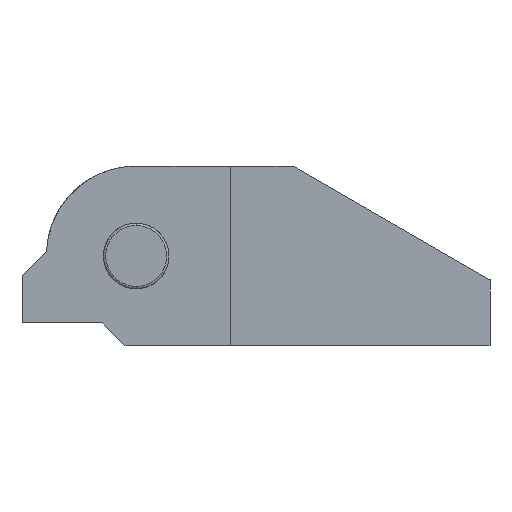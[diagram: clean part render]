
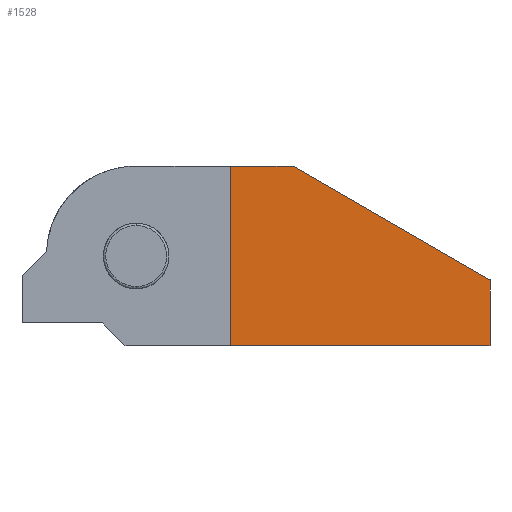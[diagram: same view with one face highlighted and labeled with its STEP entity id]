
A CAD part, left-side view. The second image highlights one B-rep face of the part: STEP entity #1528.
In plain terms, the highlighted planar face has unit normal (-1, 0, 0).
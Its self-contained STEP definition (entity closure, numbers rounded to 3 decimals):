
#264 = PLANE('',#265);
#265 = AXIS2_PLACEMENT_3D('',#266,#267,#268);
#266 = CARTESIAN_POINT('',(-4.83,-4.732,0.));
#267 = DIRECTION('',(0.,0.,-1.));
#268 = DIRECTION('',(0.,-1.,0.));
#344 = PLANE('',#345);
#345 = AXIS2_PLACEMENT_3D('',#346,#347,#348);
#346 = CARTESIAN_POINT('',(-4.83,-19.947,1.704));
#347 = DIRECTION('',(0.,-1.,
    0.));
#348 = DIRECTION('',(0.,0.,-1.));
#1415 = VERTEX_POINT('',#1416);
#1416 = CARTESIAN_POINT('',(-23.58,-19.948,5.622));
#1428 = B_SPLINE_SURFACE_WITH_KNOTS('',1,3,(
    (#1429,#1430,#1431,#1432)
    ,(#1433,#1434,#1435,#1436
    )),.UNSPECIFIED.,.F.,.F.,.F.,(2,2),(4,4),(0.,19.376),(0.,
    1.82),.PIECEWISE_BEZIER_KNOTS.);
#1429 = CARTESIAN_POINT('',(-23.58,-3.168,15.31));
#1430 = CARTESIAN_POINT('',(-22.357,-3.168,15.31));
#1431 = CARTESIAN_POINT('',(-21.133,-3.168,15.31));
#1432 = CARTESIAN_POINT('',(-19.91,-3.168,15.31));
#1433 = CARTESIAN_POINT('',(-23.58,-19.948,5.622));
#1434 = CARTESIAN_POINT('',(-22.357,-19.947,
    5.622));
#1435 = CARTESIAN_POINT('',(-21.133,-19.947,
    5.622));
#1436 = CARTESIAN_POINT('',(-19.91,-19.947,5.622));
#1443 = EDGE_CURVE('',#1444,#1415,#1446,.T.);
#1444 = VERTEX_POINT('',#1445);
#1445 = CARTESIAN_POINT('',(-23.58,-19.948,0.));
#1446 = SURFACE_CURVE('',#1447,(#1450,#1456),.PCURVE_S1.);
#1447 = B_SPLINE_CURVE_WITH_KNOTS('',1,(#1448,#1449),.UNSPECIFIED.,.F.,
  .F.,(2,2),(-5.622,0.),.PIECEWISE_BEZIER_KNOTS.);
#1448 = CARTESIAN_POINT('',(-23.58,-19.948,0.));
#1449 = CARTESIAN_POINT('',(-23.58,-19.948,5.622));
#1450 = PCURVE('',#344,#1451);
#1451 = DEFINITIONAL_REPRESENTATION('',(#1452),#1455);
#1452 = B_SPLINE_CURVE_WITH_KNOTS('',1,(#1453,#1454),.UNSPECIFIED.,.F.,
  .F.,(2,2),(-5.622,0.),.PIECEWISE_BEZIER_KNOTS.);
#1453 = CARTESIAN_POINT('',(1.704,-18.75));
#1454 = CARTESIAN_POINT('',(-3.918,-18.75));
#1455 = ( GEOMETRIC_REPRESENTATION_CONTEXT(2) 
PARAMETRIC_REPRESENTATION_CONTEXT() REPRESENTATION_CONTEXT('2D SPACE',''
  ) );
#1456 = PCURVE('',#1457,#1462);
#1457 = PLANE('',#1458);
#1458 = AXIS2_PLACEMENT_3D('',#1459,#1460,#1461);
#1459 = CARTESIAN_POINT('',(-23.58,-19.948,-1.651));
#1460 = DIRECTION('',(-1.,0.,0.));
#1461 = DIRECTION('',(0.,0.,-1.));
#1462 = DEFINITIONAL_REPRESENTATION('',(#1463),#1466);
#1463 = B_SPLINE_CURVE_WITH_KNOTS('',1,(#1464,#1465),.UNSPECIFIED.,.F.,
  .F.,(2,2),(-5.622,0.),.PIECEWISE_BEZIER_KNOTS.);
#1464 = CARTESIAN_POINT('',(-1.651,0.));
#1465 = CARTESIAN_POINT('',(-7.273,0.));
#1466 = ( GEOMETRIC_REPRESENTATION_CONTEXT(2) 
PARAMETRIC_REPRESENTATION_CONTEXT() REPRESENTATION_CONTEXT('2D SPACE',''
  ) );
#1528 = ADVANCED_FACE('',(#1529),#1457,.T.);
#1529 = FACE_BOUND('',#1530,.T.);
#1530 = EDGE_LOOP('',(#1531,#1552,#1577,#1602,#1623));
#1531 = ORIENTED_EDGE('',*,*,#1532,.T.);
#1532 = EDGE_CURVE('',#1415,#1533,#1535,.T.);
#1533 = VERTEX_POINT('',#1534);
#1534 = CARTESIAN_POINT('',(-23.58,-3.168,15.31));
#1535 = SURFACE_CURVE('',#1536,(#1539,#1545),.PCURVE_S1.);
#1536 = B_SPLINE_CURVE_WITH_KNOTS('',1,(#1537,#1538),.UNSPECIFIED.,.F.,
  .F.,(2,2),(-19.376,0.),.PIECEWISE_BEZIER_KNOTS.);
#1537 = CARTESIAN_POINT('',(-23.58,-19.948,5.622));
#1538 = CARTESIAN_POINT('',(-23.58,-3.168,15.31));
#1539 = PCURVE('',#1457,#1540);
#1540 = DEFINITIONAL_REPRESENTATION('',(#1541),#1544);
#1541 = B_SPLINE_CURVE_WITH_KNOTS('',1,(#1542,#1543),.UNSPECIFIED.,.F.,
  .F.,(2,2),(-19.376,0.),.PIECEWISE_BEZIER_KNOTS.);
#1542 = CARTESIAN_POINT('',(-7.273,0.));
#1543 = CARTESIAN_POINT('',(-16.961,-16.78));
#1544 = ( GEOMETRIC_REPRESENTATION_CONTEXT(2) 
PARAMETRIC_REPRESENTATION_CONTEXT() REPRESENTATION_CONTEXT('2D SPACE',''
  ) );
#1545 = PCURVE('',#1428,#1546);
#1546 = DEFINITIONAL_REPRESENTATION('',(#1547),#1551);
#1547 = LINE('',#1548,#1549);
#1548 = CARTESIAN_POINT('',(0.,0.));
#1549 = VECTOR('',#1550,1.);
#1550 = DIRECTION('',(-1.,0.));
#1551 = ( GEOMETRIC_REPRESENTATION_CONTEXT(2) 
PARAMETRIC_REPRESENTATION_CONTEXT() REPRESENTATION_CONTEXT('2D SPACE',''
  ) );
#1552 = ORIENTED_EDGE('',*,*,#1553,.T.);
#1553 = EDGE_CURVE('',#1533,#1554,#1556,.T.);
#1554 = VERTEX_POINT('',#1555);
#1555 = CARTESIAN_POINT('',(-23.58,2.168,15.31));
#1556 = SURFACE_CURVE('',#1557,(#1560,#1566),.PCURVE_S1.);
#1557 = B_SPLINE_CURVE_WITH_KNOTS('',1,(#1558,#1559),.UNSPECIFIED.,.F.,
  .F.,(2,2),(8.163,8.697),.PIECEWISE_BEZIER_KNOTS.);
#1558 = CARTESIAN_POINT('',(-23.58,-3.168,15.31));
#1559 = CARTESIAN_POINT('',(-23.58,2.168,15.31));
#1560 = PCURVE('',#1457,#1561);
#1561 = DEFINITIONAL_REPRESENTATION('',(#1562),#1565);
#1562 = B_SPLINE_CURVE_WITH_KNOTS('',1,(#1563,#1564),.UNSPECIFIED.,.F.,
  .F.,(2,2),(8.163,8.697),.PIECEWISE_BEZIER_KNOTS.);
#1563 = CARTESIAN_POINT('',(-16.961,-16.78));
#1564 = CARTESIAN_POINT('',(-16.961,-22.115));
#1565 = ( GEOMETRIC_REPRESENTATION_CONTEXT(2) 
PARAMETRIC_REPRESENTATION_CONTEXT() REPRESENTATION_CONTEXT('2D SPACE',''
  ) );
#1566 = PCURVE('',#1567,#1572);
#1567 = PLANE('',#1568);
#1568 = AXIS2_PLACEMENT_3D('',#1569,#1570,#1571);
#1569 = CARTESIAN_POINT('',(-23.58,10.263,15.31));
#1570 = DIRECTION('',(0.,0.,1.));
#1571 = DIRECTION('',(1.,0.,0.));
#1572 = DEFINITIONAL_REPRESENTATION('',(#1573),#1576);
#1573 = B_SPLINE_CURVE_WITH_KNOTS('',1,(#1574,#1575),.UNSPECIFIED.,.F.,
  .F.,(2,2),(8.163,8.697),.PIECEWISE_BEZIER_KNOTS.);
#1574 = CARTESIAN_POINT('',(0.,-13.43));
#1575 = CARTESIAN_POINT('',(0.,-8.095));
#1576 = ( GEOMETRIC_REPRESENTATION_CONTEXT(2) 
PARAMETRIC_REPRESENTATION_CONTEXT() REPRESENTATION_CONTEXT('2D SPACE',''
  ) );
#1577 = ORIENTED_EDGE('',*,*,#1578,.T.);
#1578 = EDGE_CURVE('',#1554,#1579,#1581,.T.);
#1579 = VERTEX_POINT('',#1580);
#1580 = CARTESIAN_POINT('',(-23.58,2.168,0.));
#1581 = SURFACE_CURVE('',#1582,(#1585,#1591),.PCURVE_S1.);
#1582 = B_SPLINE_CURVE_WITH_KNOTS('',1,(#1583,#1584),.UNSPECIFIED.,.F.,
  .F.,(2,2),(8.697,10.228),.PIECEWISE_BEZIER_KNOTS.);
#1583 = CARTESIAN_POINT('',(-23.58,2.168,15.31));
#1584 = CARTESIAN_POINT('',(-23.58,2.168,0.));
#1585 = PCURVE('',#1457,#1586);
#1586 = DEFINITIONAL_REPRESENTATION('',(#1587),#1590);
#1587 = B_SPLINE_CURVE_WITH_KNOTS('',1,(#1588,#1589),.UNSPECIFIED.,.F.,
  .F.,(2,2),(8.697,10.228),.PIECEWISE_BEZIER_KNOTS.);
#1588 = CARTESIAN_POINT('',(-16.961,-22.115));
#1589 = CARTESIAN_POINT('',(-1.651,-22.115));
#1590 = ( GEOMETRIC_REPRESENTATION_CONTEXT(2) 
PARAMETRIC_REPRESENTATION_CONTEXT() REPRESENTATION_CONTEXT('2D SPACE',''
  ) );
#1591 = PCURVE('',#1592,#1597);
#1592 = PLANE('',#1593);
#1593 = AXIS2_PLACEMENT_3D('',#1594,#1595,#1596);
#1594 = CARTESIAN_POINT('',(-15.425,2.168,-1.651));
#1595 = DIRECTION('',(0.,1.,0.));
#1596 = DIRECTION('',(0.,0.,1.));
#1597 = DEFINITIONAL_REPRESENTATION('',(#1598),#1601);
#1598 = B_SPLINE_CURVE_WITH_KNOTS('',1,(#1599,#1600),.UNSPECIFIED.,.F.,
  .F.,(2,2),(8.697,10.228),.PIECEWISE_BEZIER_KNOTS.);
#1599 = CARTESIAN_POINT('',(16.961,-8.155));
#1600 = CARTESIAN_POINT('',(1.651,-8.155));
#1601 = ( GEOMETRIC_REPRESENTATION_CONTEXT(2) 
PARAMETRIC_REPRESENTATION_CONTEXT() REPRESENTATION_CONTEXT('2D SPACE',''
  ) );
#1602 = ORIENTED_EDGE('',*,*,#1603,.T.);
#1603 = EDGE_CURVE('',#1579,#1444,#1604,.T.);
#1604 = SURFACE_CURVE('',#1605,(#1609,#1616),.PCURVE_S1.);
#1605 = B_SPLINE_CURVE_WITH_KNOTS('',1,(#1606,#1607,#1608),
  .UNSPECIFIED.,.F.,.F.,(2,1,2),(3.816,5.054,
    5.212),.UNSPECIFIED.);
#1606 = CARTESIAN_POINT('',(-23.58,2.168,0.));
#1607 = CARTESIAN_POINT('',(-23.58,-10.213,0.));
#1608 = CARTESIAN_POINT('',(-23.58,-19.948,0.));
#1609 = PCURVE('',#1457,#1610);
#1610 = DEFINITIONAL_REPRESENTATION('',(#1611),#1615);
#1611 = B_SPLINE_CURVE_WITH_KNOTS('',1,(#1612,#1613,#1614),
  .UNSPECIFIED.,.F.,.F.,(2,1,2),(3.816,5.054,
    5.212),.UNSPECIFIED.);
#1612 = CARTESIAN_POINT('',(-1.651,-22.115));
#1613 = CARTESIAN_POINT('',(-1.651,-9.735));
#1614 = CARTESIAN_POINT('',(-1.651,0.));
#1615 = ( GEOMETRIC_REPRESENTATION_CONTEXT(2) 
PARAMETRIC_REPRESENTATION_CONTEXT() REPRESENTATION_CONTEXT('2D SPACE',''
  ) );
#1616 = PCURVE('',#264,#1617);
#1617 = DEFINITIONAL_REPRESENTATION('',(#1618),#1622);
#1618 = B_SPLINE_CURVE_WITH_KNOTS('',1,(#1619,#1620,#1621),
  .UNSPECIFIED.,.F.,.F.,(2,1,2),(3.816,5.054,
    5.212),.UNSPECIFIED.);
#1619 = CARTESIAN_POINT('',(-6.899,18.75));
#1620 = CARTESIAN_POINT('',(5.481,18.75));
#1621 = CARTESIAN_POINT('',(15.216,18.75));
#1622 = ( GEOMETRIC_REPRESENTATION_CONTEXT(2) 
PARAMETRIC_REPRESENTATION_CONTEXT() REPRESENTATION_CONTEXT('2D SPACE',''
  ) );
#1623 = ORIENTED_EDGE('',*,*,#1443,.T.);
